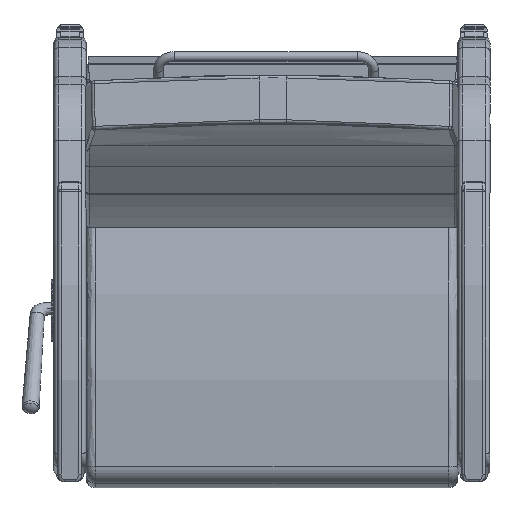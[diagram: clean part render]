
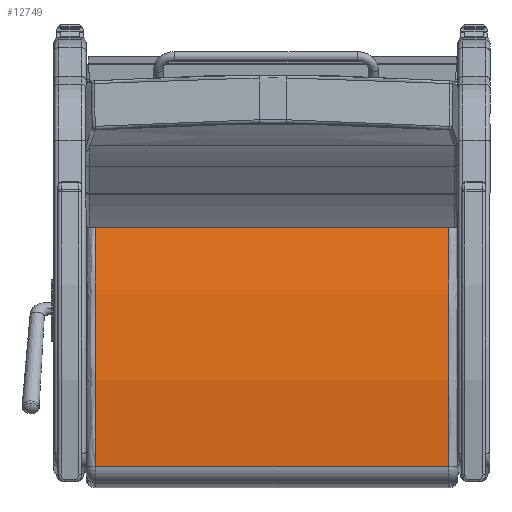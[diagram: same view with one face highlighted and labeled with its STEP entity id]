
A CAD part, front view. The second image highlights one B-rep face of the part: STEP entity #12749.
In plain terms, the highlighted free-form (B-spline) face has degree [1, 2] with [2, 3] control points.
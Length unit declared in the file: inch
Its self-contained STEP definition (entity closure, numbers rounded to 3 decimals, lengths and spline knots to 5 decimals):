
#28=(
BOUNDED_SURFACE()
B_SPLINE_SURFACE(1,2,((#21724,#21725,#21726),(#21727,#21728,#21729)),
 .UNSPECIFIED.,.F.,.F.,.F.)
B_SPLINE_SURFACE_WITH_KNOTS((2,2),(3,3),(-0.22896,0.22896),
(1.36178,1.69928),.UNSPECIFIED.)
GEOMETRIC_REPRESENTATION_ITEM()
RATIONAL_B_SPLINE_SURFACE(((1.,0.986,1.),(1.,0.986,
1.)))
REPRESENTATION_ITEM('')
SURFACE()
);
#1040=ELLIPSE('',#14023,60.05357,60.);
#1050=ELLIPSE('',#14051,60.05357,60.);
#1242=LINE('',#21722,#2036);
#1243=LINE('',#21731,#2037);
#2036=VECTOR('',#16198,0.3937);
#2037=VECTOR('',#16201,0.3937);
#3007=FACE_OUTER_BOUND('',#3873,.T.);
#3873=EDGE_LOOP('',(#9199,#9200,#9201,#9202));
#5735=VERTEX_POINT('',#21514);
#5736=VERTEX_POINT('',#21515);
#5761=VERTEX_POINT('',#21721);
#5762=VERTEX_POINT('',#21730);
#6998=EDGE_CURVE('',#5735,#5736,#1040,.T.);
#7036=EDGE_CURVE('',#5736,#5761,#1242,.T.);
#7038=EDGE_CURVE('',#5735,#5762,#1243,.T.);
#7039=EDGE_CURVE('',#5761,#5762,#1050,.T.);
#9199=ORIENTED_EDGE('',*,*,#6998,.F.);
#9200=ORIENTED_EDGE('',*,*,#7038,.T.);
#9201=ORIENTED_EDGE('',*,*,#7039,.F.);
#9202=ORIENTED_EDGE('',*,*,#7036,.F.);
#12749=ADVANCED_FACE('',(#3007),#28,.F.);
#14023=AXIS2_PLACEMENT_3D('',#21516,#16130,#16131);
#14051=AXIS2_PLACEMENT_3D('',#21732,#16202,#16203);
#16130=DIRECTION('center_axis',(0.,0.,-1.));
#16131=DIRECTION('ref_axis',(1.,0.,0.));
#16198=DIRECTION('',(0.,0.,1.));
#16201=DIRECTION('',(0.,0.,1.));
#16202=DIRECTION('center_axis',(0.,0.,1.));
#16203=DIRECTION('ref_axis',(1.,0.,0.));
#21514=CARTESIAN_POINT('',(-10.04459,1.25621,-13.75));
#21515=CARTESIAN_POINT('',(10.1114,0.44486,-13.75));
#21516=CARTESIAN_POINT('Origin',(-2.34979,-58.24922,-13.75));
#21721=CARTESIAN_POINT('',(10.1114,0.44486,13.75));
#21722=CARTESIAN_POINT('',(10.1114,0.44486,0.));
#21724=CARTESIAN_POINT('Ctrl Pts',(10.1114,0.44486,-13.75));
#21725=CARTESIAN_POINT('Ctrl Pts',(0.10258,2.56602,-13.75));
#21726=CARTESIAN_POINT('Ctrl Pts',(-10.04459,1.25621,-13.75));
#21727=CARTESIAN_POINT('Ctrl Pts',(10.1114,0.44486,13.75));
#21728=CARTESIAN_POINT('Ctrl Pts',(0.10258,2.56602,13.75));
#21729=CARTESIAN_POINT('Ctrl Pts',(-10.04459,1.25621,13.75));
#21730=CARTESIAN_POINT('',(-10.04459,1.25621,13.75));
#21731=CARTESIAN_POINT('',(-10.04459,1.25621,0.));
#21732=CARTESIAN_POINT('Origin',(-2.34979,-58.24922,13.75));
